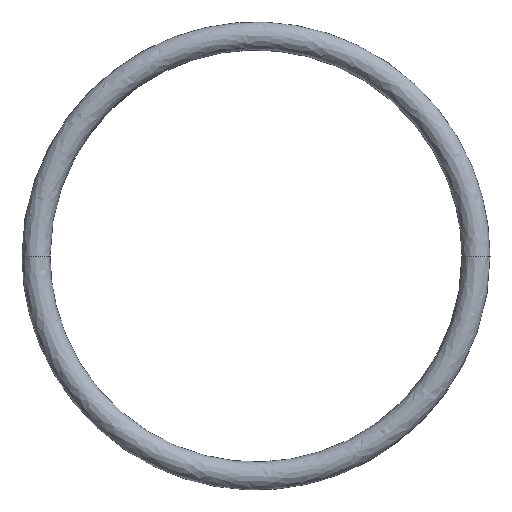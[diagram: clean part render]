
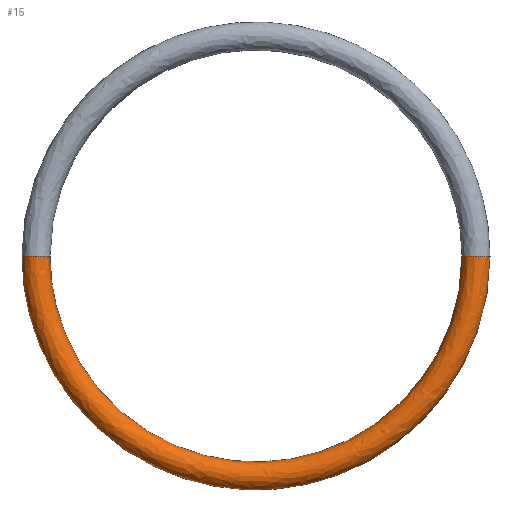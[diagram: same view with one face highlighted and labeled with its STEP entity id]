
A CAD part, front view. The second image highlights one B-rep face of the part: STEP entity #15.
In plain terms, the highlighted free-form (B-spline) face has degree [2, 2] with [5, 5] control points.
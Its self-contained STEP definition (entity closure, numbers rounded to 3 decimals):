
#15=ADVANCED_FACE('',(#19),#63,.T.);
#19=FACE_OUTER_BOUND('',#23,.T.);
#23=EDGE_LOOP('',(#27,#28,#29,#30));
#27=ORIENTED_EDGE('',*,*,#47,.T.);
#28=ORIENTED_EDGE('',*,*,#49,.T.);
#29=ORIENTED_EDGE('',*,*,#43,.F.);
#30=ORIENTED_EDGE('',*,*,#48,.F.);
#43=EDGE_CURVE('',#59,#60,#51,.T.);
#47=EDGE_CURVE('',#61,#62,#55,.T.);
#48=EDGE_CURVE('',#61,#59,#56,.T.);
#49=EDGE_CURVE('',#62,#60,#57,.T.);
#51=(
BOUNDED_CURVE()
B_SPLINE_CURVE(2,(#197,#198,#199,#200,#201),.UNSPECIFIED.,.F.,.F.)
B_SPLINE_CURVE_WITH_KNOTS((3,2,3),(0.,1.178,2.356),
 .UNSPECIFIED.)
CURVE()
GEOMETRIC_REPRESENTATION_ITEM()
RATIONAL_B_SPLINE_CURVE((1.,0.707,1.,0.707,1.))
REPRESENTATION_ITEM('')
);
#55=(
BOUNDED_CURVE()
B_SPLINE_CURVE(2,(#217,#218,#219,#220,#221),.UNSPECIFIED.,.F.,.F.)
B_SPLINE_CURVE_WITH_KNOTS((3,2,3),(0.,1.178,2.356),
 .UNSPECIFIED.)
CURVE()
GEOMETRIC_REPRESENTATION_ITEM()
RATIONAL_B_SPLINE_CURVE((1.,0.707,1.,0.707,1.))
REPRESENTATION_ITEM('')
);
#56=(
BOUNDED_CURVE()
B_SPLINE_CURVE(2,(#222,#223,#224,#225,#226),.UNSPECIFIED.,.F.,.F.)
B_SPLINE_CURVE_WITH_KNOTS((3,2,3),(39.27,58.905,78.54),
 .UNSPECIFIED.)
CURVE()
GEOMETRIC_REPRESENTATION_ITEM()
RATIONAL_B_SPLINE_CURVE((1.,0.707,1.,0.707,1.))
REPRESENTATION_ITEM('')
);
#57=(
BOUNDED_CURVE()
B_SPLINE_CURVE(2,(#227,#228,#229,#230,#231),.UNSPECIFIED.,.F.,.F.)
B_SPLINE_CURVE_WITH_KNOTS((3,2,3),(39.27,58.905,78.54),
 .UNSPECIFIED.)
CURVE()
GEOMETRIC_REPRESENTATION_ITEM()
RATIONAL_B_SPLINE_CURVE((1.,0.707,1.,0.707,1.))
REPRESENTATION_ITEM('')
);
#59=VERTEX_POINT('',#193);
#60=VERTEX_POINT('',#194);
#61=VERTEX_POINT('',#195);
#62=VERTEX_POINT('',#196);
#63=(
BOUNDED_SURFACE()
B_SPLINE_SURFACE(2,2,((#93,#94,#95,#96,#97),(#98,#99,#100,#101,#102),(#103,
#104,#105,#106,#107),(#108,#109,#110,#111,#112),(#113,#114,#115,#116,#117)),
 .UNSPECIFIED.,.F.,.F.,.F.)
B_SPLINE_SURFACE_WITH_KNOTS((3,2,3),(3,2,3),(0.,1.178,2.356),
(39.27,58.905,78.54),.UNSPECIFIED.)
GEOMETRIC_REPRESENTATION_ITEM()
RATIONAL_B_SPLINE_SURFACE(((1.,0.707,1.,0.707,1.),
(0.707,0.5,0.707,0.5,0.707),(1.,0.707,
1.,0.707,1.),(0.707,0.5,0.707,0.5,0.707),
(1.,0.707,1.,0.707,1.)))
REPRESENTATION_ITEM('')
SURFACE()
);
#93=CARTESIAN_POINT('',(22.,0.,0.));
#94=CARTESIAN_POINT('',(22.,-0.75,0.));
#95=CARTESIAN_POINT('',(22.75,-0.75,0.));
#96=CARTESIAN_POINT('',(23.5,-0.75,0.));
#97=CARTESIAN_POINT('',(23.5,0.,0.));
#98=CARTESIAN_POINT('',(22.,0.,-11.));
#99=CARTESIAN_POINT('',(22.,-0.75,-11.));
#100=CARTESIAN_POINT('',(22.75,-0.75,-11.75));
#101=CARTESIAN_POINT('',(23.5,-0.75,-12.5));
#102=CARTESIAN_POINT('',(23.5,0.,-12.5));
#103=CARTESIAN_POINT('',(11.,0.,-11.));
#104=CARTESIAN_POINT('',(11.,-0.75,-11.));
#105=CARTESIAN_POINT('',(11.,-0.75,-11.75));
#106=CARTESIAN_POINT('',(11.,-0.75,-12.5));
#107=CARTESIAN_POINT('',(11.,0.,-12.5));
#108=CARTESIAN_POINT('',(0.,0.,-11.));
#109=CARTESIAN_POINT('',(0.,-0.75,-11.));
#110=CARTESIAN_POINT('',(-0.75,-0.75,-11.75));
#111=CARTESIAN_POINT('',(-1.5,-0.75,-12.5));
#112=CARTESIAN_POINT('',(-1.5,0.,-12.5));
#113=CARTESIAN_POINT('',(0.,0.,0.));
#114=CARTESIAN_POINT('',(0.,-0.75,0.));
#115=CARTESIAN_POINT('',(-0.75,-0.75,0.));
#116=CARTESIAN_POINT('',(-1.5,-0.75,0.));
#117=CARTESIAN_POINT('',(-1.5,0.,0.));
#193=CARTESIAN_POINT('',(23.5,0.,0.));
#194=CARTESIAN_POINT('',(-1.5,0.,0.));
#195=CARTESIAN_POINT('',(22.,0.,0.));
#196=CARTESIAN_POINT('',(0.,0.,0.));
#197=CARTESIAN_POINT('',(23.5,0.,0.));
#198=CARTESIAN_POINT('',(23.5,0.,-12.5));
#199=CARTESIAN_POINT('',(11.,0.,-12.5));
#200=CARTESIAN_POINT('',(-1.5,0.,-12.5));
#201=CARTESIAN_POINT('',(-1.5,0.,0.));
#217=CARTESIAN_POINT('',(22.,0.,0.));
#218=CARTESIAN_POINT('',(22.,0.,-11.));
#219=CARTESIAN_POINT('',(11.,0.,-11.));
#220=CARTESIAN_POINT('',(0.,0.,-11.));
#221=CARTESIAN_POINT('',(0.,0.,0.));
#222=CARTESIAN_POINT('',(22.,0.,0.));
#223=CARTESIAN_POINT('',(22.,-0.75,0.));
#224=CARTESIAN_POINT('',(22.75,-0.75,0.));
#225=CARTESIAN_POINT('',(23.5,-0.75,0.));
#226=CARTESIAN_POINT('',(23.5,0.,0.));
#227=CARTESIAN_POINT('',(0.,0.,0.));
#228=CARTESIAN_POINT('',(0.,-0.75,0.));
#229=CARTESIAN_POINT('',(-0.75,-0.75,0.));
#230=CARTESIAN_POINT('',(-1.5,-0.75,0.));
#231=CARTESIAN_POINT('',(-1.5,0.,0.));
